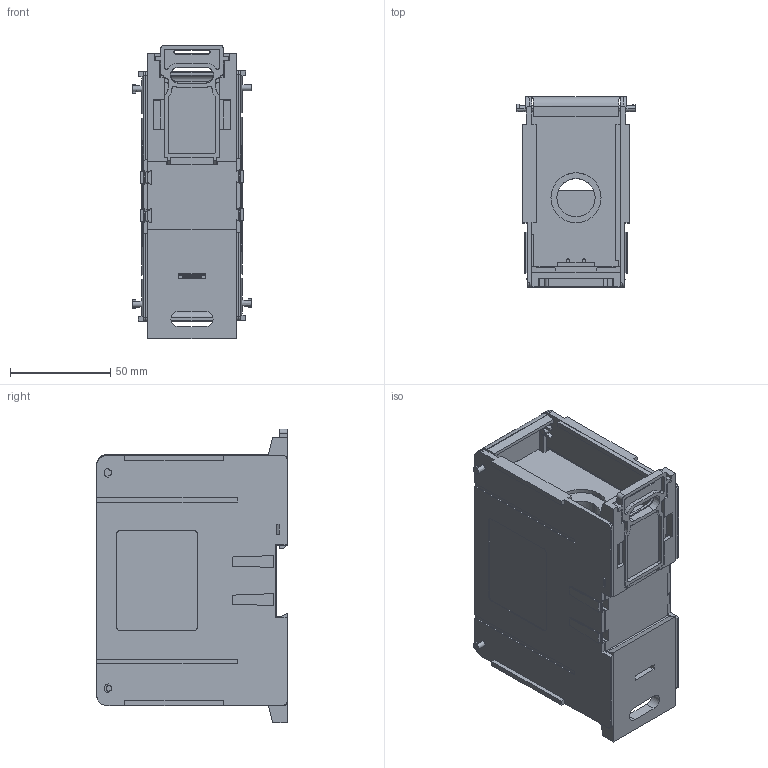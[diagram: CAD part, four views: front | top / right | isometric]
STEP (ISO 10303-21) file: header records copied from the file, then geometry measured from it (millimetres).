
FILE_DESCRIPTION (( 'STEP AP203' ), '1' );
FILE_NAME ('ASRB-11-350-1.step', '2024-06-17T20:16:08', ( '' ), ( '' ), 'SwSTEP 2.0', 'SolidWorks 2023', '' );
FILE_SCHEMA (( 'CONFIG_CONTROL_DESIGN' ));
Length unit declared in the file: inch
Products named in the file (1): ASRB-11-350-1
Bounding box: 58.96 x 95.01 x 146.56 mm (x, y, z)
Volume: 229394.9 mm3; surface area: 125676.2 mm2
Topology: 12 solids, 12 shells, 769 faces, 2153 edges, 1426 vertices
Faces by surface type: plane 546, cylinder 147, bspline 45, cone 31
Entity records: 28545 total; most frequent: CARTESIAN_POINT 9291, ORIENTED_EDGE 4306, DIRECTION 3513, EDGE_CURVE 2153, LINE 1683, VECTOR 1683, VERTEX_POINT 1426, AXIS2_PLACEMENT_3D 915
